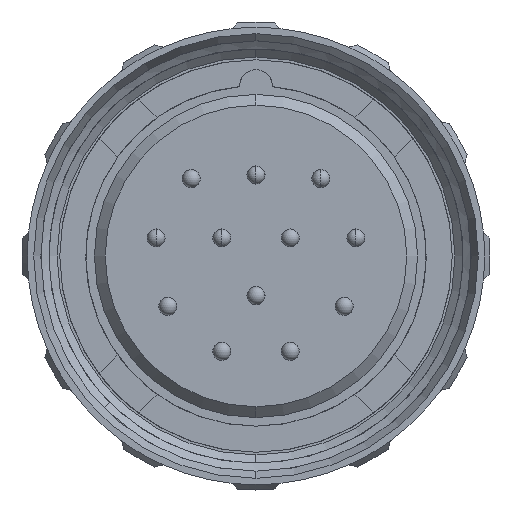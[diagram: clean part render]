
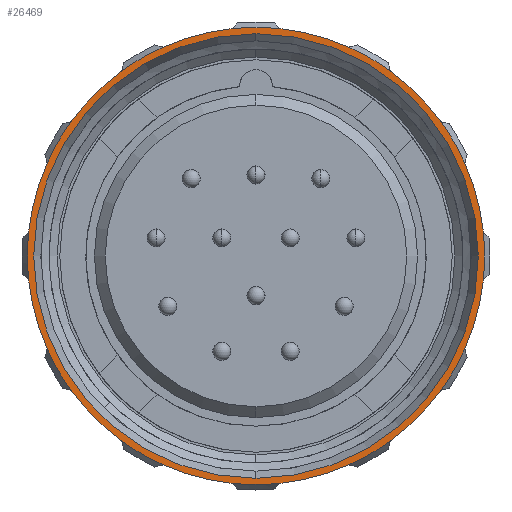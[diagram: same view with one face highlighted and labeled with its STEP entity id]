
A CAD part, left-side view. The second image highlights one B-rep face of the part: STEP entity #26469.
In plain terms, the highlighted planar face has unit normal (-1, 0, 0).
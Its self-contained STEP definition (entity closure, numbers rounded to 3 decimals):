
#1011=CARTESIAN_POINT('',(-20.,0.,0.));
#1012=DIRECTION('',(-1.,0.,0.));
#1013=DIRECTION('',(0.,0.914,0.406));
#1014=AXIS2_PLACEMENT_3D('',#1011,#1012,#1013);
#1016=CARTESIAN_POINT('',(-20.,0.,0.));
#1017=DIRECTION('',(-1.,0.,0.));
#1018=DIRECTION('',(0.,0.809,0.588));
#1019=AXIS2_PLACEMENT_3D('',#1016,#1017,#1018);
#1021=CARTESIAN_POINT('',(-20.,0.,0.));
#1022=DIRECTION('',(-1.,0.,0.));
#1023=DIRECTION('',(0.,0.588,0.809));
#1024=AXIS2_PLACEMENT_3D('',#1021,#1022,#1023);
#1026=CARTESIAN_POINT('',(-20.,0.,0.));
#1027=DIRECTION('',(-1.,0.,0.));
#1028=DIRECTION('',(0.,0.406,0.914));
#1029=AXIS2_PLACEMENT_3D('',#1026,#1027,#1028);
#1031=CARTESIAN_POINT('',(-20.,0.,0.));
#1032=DIRECTION('',(-1.,0.,0.));
#1033=DIRECTION('',(0.,0.105,0.994));
#1034=AXIS2_PLACEMENT_3D('',#1031,#1032,#1033);
#1036=CARTESIAN_POINT('',(-20.,0.,0.));
#1037=DIRECTION('',(-1.,0.,0.));
#1038=DIRECTION('',(0.,-0.105,0.994));
#1039=AXIS2_PLACEMENT_3D('',#1036,#1037,#1038);
#1041=CARTESIAN_POINT('',(-20.,0.,0.));
#1042=DIRECTION('',(-1.,0.,0.));
#1043=DIRECTION('',(0.,-0.406,0.914));
#1044=AXIS2_PLACEMENT_3D('',#1041,#1042,#1043);
#1046=CARTESIAN_POINT('',(-20.,0.,0.));
#1047=DIRECTION('',(-1.,0.,0.));
#1048=DIRECTION('',(0.,-0.588,0.809));
#1049=AXIS2_PLACEMENT_3D('',#1046,#1047,#1048);
#1051=CARTESIAN_POINT('',(-20.,0.,0.));
#1052=DIRECTION('',(-1.,0.,0.));
#1053=DIRECTION('',(0.,-0.809,0.588));
#1054=AXIS2_PLACEMENT_3D('',#1051,#1052,#1053);
#1056=CARTESIAN_POINT('',(-20.,0.,0.));
#1057=DIRECTION('',(-1.,0.,0.));
#1058=DIRECTION('',(0.,-0.914,0.406));
#1059=AXIS2_PLACEMENT_3D('',#1056,#1057,#1058);
#1061=CARTESIAN_POINT('',(-20.,0.,0.));
#1062=DIRECTION('',(-1.,0.,0.));
#1063=DIRECTION('',(0.,-0.994,0.105));
#1064=AXIS2_PLACEMENT_3D('',#1061,#1062,#1063);
#1066=CARTESIAN_POINT('',(-20.,0.,0.));
#1067=DIRECTION('',(-1.,0.,0.));
#1068=DIRECTION('',(0.,-0.994,-0.105));
#1069=AXIS2_PLACEMENT_3D('',#1066,#1067,#1068);
#1071=CARTESIAN_POINT('',(-20.,0.,0.));
#1072=DIRECTION('',(-1.,0.,0.));
#1073=DIRECTION('',(0.,-0.914,-0.406));
#1074=AXIS2_PLACEMENT_3D('',#1071,#1072,#1073);
#1076=CARTESIAN_POINT('',(-20.,0.,0.));
#1077=DIRECTION('',(-1.,0.,0.));
#1078=DIRECTION('',(0.,-0.809,-0.588));
#1079=AXIS2_PLACEMENT_3D('',#1076,#1077,#1078);
#1081=CARTESIAN_POINT('',(-20.,0.,0.));
#1082=DIRECTION('',(-1.,0.,0.));
#1083=DIRECTION('',(0.,-0.588,-0.809));
#1084=AXIS2_PLACEMENT_3D('',#1081,#1082,#1083);
#1086=CARTESIAN_POINT('',(-20.,0.,0.));
#1087=DIRECTION('',(-1.,0.,0.));
#1088=DIRECTION('',(0.,-0.406,-0.914));
#1089=AXIS2_PLACEMENT_3D('',#1086,#1087,#1088);
#1091=CARTESIAN_POINT('',(-20.,0.,0.));
#1092=DIRECTION('',(-1.,0.,0.));
#1093=DIRECTION('',(0.,-0.105,-0.994));
#1094=AXIS2_PLACEMENT_3D('',#1091,#1092,#1093);
#1096=CARTESIAN_POINT('',(-20.,0.,0.));
#1097=DIRECTION('',(-1.,0.,0.));
#1098=DIRECTION('',(0.,0.406,-0.914));
#1099=AXIS2_PLACEMENT_3D('',#1096,#1097,#1098);
#1101=CARTESIAN_POINT('',(-20.,0.,0.));
#1102=DIRECTION('',(-1.,0.,0.));
#1103=DIRECTION('',(0.,0.588,-0.809));
#1104=AXIS2_PLACEMENT_3D('',#1101,#1102,#1103);
#1106=CARTESIAN_POINT('',(-20.,0.,0.));
#1107=DIRECTION('',(-1.,0.,0.));
#1108=DIRECTION('',(0.,0.809,-0.588));
#1109=AXIS2_PLACEMENT_3D('',#1106,#1107,#1108);
#1111=CARTESIAN_POINT('',(-20.,0.,0.));
#1112=DIRECTION('',(-1.,0.,0.));
#1113=DIRECTION('',(0.,0.914,-0.406));
#1114=AXIS2_PLACEMENT_3D('',#1111,#1112,#1113);
#1116=CARTESIAN_POINT('',(-20.,0.,0.));
#1117=DIRECTION('',(-1.,0.,0.));
#1118=DIRECTION('',(0.,0.994,-0.105));
#1119=AXIS2_PLACEMENT_3D('',#1116,#1117,#1118);
#1121=CARTESIAN_POINT('',(-20.,0.,0.));
#1122=DIRECTION('',(-1.,0.,0.));
#1123=DIRECTION('',(0.,0.994,0.105));
#1124=AXIS2_PLACEMENT_3D('',#1121,#1122,#1123);
#1126=CARTESIAN_POINT('',(-20.,0.,0.));
#1127=DIRECTION('',(1.,0.,0.));
#1128=DIRECTION('',(0.,0.,-1.));
#1129=AXIS2_PLACEMENT_3D('',#1126,#1127,#1128);
#1131=CARTESIAN_POINT('',(-20.,0.,0.));
#1132=DIRECTION('',(1.,0.,0.));
#1133=DIRECTION('',(0.,0.,1.));
#1134=AXIS2_PLACEMENT_3D('',#1131,#1132,#1133);
#1156=CARTESIAN_POINT('',(-20.,12.63,1.331));
#1471=CARTESIAN_POINT('',(-20.,0.,0.));
#1472=DIRECTION('',(-1.,0.,0.));
#1473=DIRECTION('',(0.,0.105,-0.994));
#1474=AXIS2_PLACEMENT_3D('',#1471,#1472,#1473);
#1684=CARTESIAN_POINT('',(-20.,-10.272,7.468));
#1880=CARTESIAN_POINT('',(-20.,11.604,5.162));
#20932=CARTESIAN_POINT('',(-20.,11.604,-5.162));
#20934=VERTEX_POINT('',#20932);
#20993=CARTESIAN_POINT('',(-20.,7.468,10.272));
#20994=CARTESIAN_POINT('',(-20.,10.272,7.468));
#20995=VERTEX_POINT('',#20993);
#20996=VERTEX_POINT('',#20994);
#21005=VERTEX_POINT('',#1880);
#21011=CARTESIAN_POINT('',(-20.,10.272,-7.468));
#21012=VERTEX_POINT('',#21011);
#21017=VERTEX_POINT('',#1684);
#21019=CARTESIAN_POINT('',(-20.,-5.162,-11.604));
#21020=VERTEX_POINT('',#21019);
#21035=CARTESIAN_POINT('',(-20.,7.467,-10.273));
#21036=VERTEX_POINT('',#21035);
#21049=CARTESIAN_POINT('',(-20.,-11.604,-5.162));
#21050=CARTESIAN_POINT('',(-20.,-12.63,-1.331));
#21051=VERTEX_POINT('',#21049);
#21052=VERTEX_POINT('',#21050);
#21066=CARTESIAN_POINT('',(-20.,-10.272,-7.468));
#21068=VERTEX_POINT('',#21066);
#21071=CARTESIAN_POINT('',(-20.,12.63,-1.331));
#21073=VERTEX_POINT('',#21071);
#21098=VERTEX_POINT('',#1156);
#21100=CARTESIAN_POINT('',(-20.,-1.331,-12.63));
#21101=VERTEX_POINT('',#21100);
#21125=CARTESIAN_POINT('',(-20.,-7.467,-10.273));
#21126=VERTEX_POINT('',#21125);
#21137=CARTESIAN_POINT('',(-20.,0.,-12.35));
#21138=CARTESIAN_POINT('',(-20.,0.,12.35));
#21139=VERTEX_POINT('',#21137);
#21140=VERTEX_POINT('',#21138);
#21172=CARTESIAN_POINT('',(-20.,1.331,12.63));
#21173=CARTESIAN_POINT('',(-20.,5.162,11.604));
#21174=VERTEX_POINT('',#21172);
#21175=VERTEX_POINT('',#21173);
#21183=CARTESIAN_POINT('',(-20.,-1.331,12.63));
#21185=VERTEX_POINT('',#21183);
#21198=CARTESIAN_POINT('',(-20.,-11.604,5.162));
#21199=VERTEX_POINT('',#21198);
#21230=CARTESIAN_POINT('',(-20.,1.331,-12.63));
#21231=VERTEX_POINT('',#21230);
#21245=CARTESIAN_POINT('',(-20.,-7.468,10.272));
#21246=VERTEX_POINT('',#21245);
#21258=CARTESIAN_POINT('',(-20.,-5.162,11.604));
#21259=VERTEX_POINT('',#21258);
#21262=CARTESIAN_POINT('',(-20.,-12.63,1.331));
#21263=VERTEX_POINT('',#21262);
#21264=CARTESIAN_POINT('',(-20.,5.162,-11.604));
#21265=VERTEX_POINT('',#21264);
#26410=CARTESIAN_POINT('',(-20.,12.7,0.));
#26411=DIRECTION('',(1.,0.,0.));
#26412=DIRECTION('',(0.,1.,0.));
#26413=AXIS2_PLACEMENT_3D('',#26410,#26411,#26412);
#26414=PLANE('',#26413);
#26416=ORIENTED_EDGE('',*,*,#26415,.F.);
#26418=ORIENTED_EDGE('',*,*,#26417,.F.);
#26420=ORIENTED_EDGE('',*,*,#26419,.F.);
#26422=ORIENTED_EDGE('',*,*,#26421,.F.);
#26424=ORIENTED_EDGE('',*,*,#26423,.F.);
#26426=ORIENTED_EDGE('',*,*,#26425,.F.);
#26428=ORIENTED_EDGE('',*,*,#26427,.F.);
#26430=ORIENTED_EDGE('',*,*,#26429,.F.);
#26432=ORIENTED_EDGE('',*,*,#26431,.F.);
#26434=ORIENTED_EDGE('',*,*,#26433,.F.);
#26436=ORIENTED_EDGE('',*,*,#26435,.F.);
#26438=ORIENTED_EDGE('',*,*,#26437,.F.);
#26440=ORIENTED_EDGE('',*,*,#26439,.F.);
#26442=ORIENTED_EDGE('',*,*,#26441,.F.);
#26444=ORIENTED_EDGE('',*,*,#26443,.F.);
#26446=ORIENTED_EDGE('',*,*,#26445,.F.);
#26448=ORIENTED_EDGE('',*,*,#26447,.F.);
#26450=ORIENTED_EDGE('',*,*,#26449,.F.);
#26452=ORIENTED_EDGE('',*,*,#26451,.F.);
#26454=ORIENTED_EDGE('',*,*,#26453,.F.);
#26456=ORIENTED_EDGE('',*,*,#26455,.F.);
#26458=ORIENTED_EDGE('',*,*,#26457,.F.);
#26460=ORIENTED_EDGE('',*,*,#26459,.F.);
#26462=ORIENTED_EDGE('',*,*,#26461,.F.);
#26463=EDGE_LOOP('',(#26416,#26418,#26420,#26422,#26424,#26426,#26428,#26430,
#26432,#26434,#26436,#26438,#26440,#26442,#26444,#26446,#26448,#26450,#26452,
#26454,#26456,#26458,#26460,#26462));
#26464=FACE_OUTER_BOUND('',#26463,.F.);
#26465=ORIENTED_EDGE('',*,*,#26403,.F.);
#26466=ORIENTED_EDGE('',*,*,#26390,.F.);
#26467=EDGE_LOOP('',(#26465,#26466));
#26468=FACE_BOUND('',#26467,.F.);
#26469=ADVANCED_FACE('',(#26464,#26468),#26414,.F.);
#1015=CIRCLE('',#1014,12.7);
#1020=CIRCLE('',#1019,12.7);
#1025=CIRCLE('',#1024,12.7);
#1030=CIRCLE('',#1029,12.7);
#1035=CIRCLE('',#1034,12.7);
#1040=CIRCLE('',#1039,12.7);
#1045=CIRCLE('',#1044,12.7);
#1050=CIRCLE('',#1049,12.7);
#1055=CIRCLE('',#1054,12.7);
#1060=CIRCLE('',#1059,12.7);
#1065=CIRCLE('',#1064,12.7);
#1070=CIRCLE('',#1069,12.7);
#1075=CIRCLE('',#1074,12.7);
#1080=CIRCLE('',#1079,12.7);
#1085=CIRCLE('',#1084,12.7);
#1090=CIRCLE('',#1089,12.7);
#1095=CIRCLE('',#1094,12.7);
#1100=CIRCLE('',#1099,12.7);
#1105=CIRCLE('',#1104,12.7);
#1110=CIRCLE('',#1109,12.7);
#1115=CIRCLE('',#1114,12.7);
#1120=CIRCLE('',#1119,12.7);
#1125=CIRCLE('',#1124,12.7);
#1130=CIRCLE('',#1129,12.35);
#1135=CIRCLE('',#1134,12.35);
#1475=CIRCLE('',#1474,12.7);
#26390=EDGE_CURVE('',#21140,#21139,#1135,.T.);
#26403=EDGE_CURVE('',#21139,#21140,#1130,.T.);
#26415=EDGE_CURVE('',#21005,#21098,#1015,.T.);
#26417=EDGE_CURVE('',#20996,#21005,#1020,.T.);
#26419=EDGE_CURVE('',#20995,#20996,#1025,.T.);
#26421=EDGE_CURVE('',#21175,#20995,#1030,.T.);
#26423=EDGE_CURVE('',#21174,#21175,#1035,.T.);
#26425=EDGE_CURVE('',#21185,#21174,#1040,.T.);
#26427=EDGE_CURVE('',#21259,#21185,#1045,.T.);
#26429=EDGE_CURVE('',#21246,#21259,#1050,.T.);
#26431=EDGE_CURVE('',#21017,#21246,#1055,.T.);
#26433=EDGE_CURVE('',#21199,#21017,#1060,.T.);
#26435=EDGE_CURVE('',#21263,#21199,#1065,.T.);
#26437=EDGE_CURVE('',#21052,#21263,#1070,.T.);
#26439=EDGE_CURVE('',#21051,#21052,#1075,.T.);
#26441=EDGE_CURVE('',#21068,#21051,#1080,.T.);
#26443=EDGE_CURVE('',#21126,#21068,#1085,.T.);
#26445=EDGE_CURVE('',#21020,#21126,#1090,.T.);
#26447=EDGE_CURVE('',#21101,#21020,#1095,.T.);
#26449=EDGE_CURVE('',#21231,#21101,#1475,.T.);
#26451=EDGE_CURVE('',#21265,#21231,#1100,.T.);
#26453=EDGE_CURVE('',#21036,#21265,#1105,.T.);
#26455=EDGE_CURVE('',#21012,#21036,#1110,.T.);
#26457=EDGE_CURVE('',#20934,#21012,#1115,.T.);
#26459=EDGE_CURVE('',#21073,#20934,#1120,.T.);
#26461=EDGE_CURVE('',#21098,#21073,#1125,.T.);
